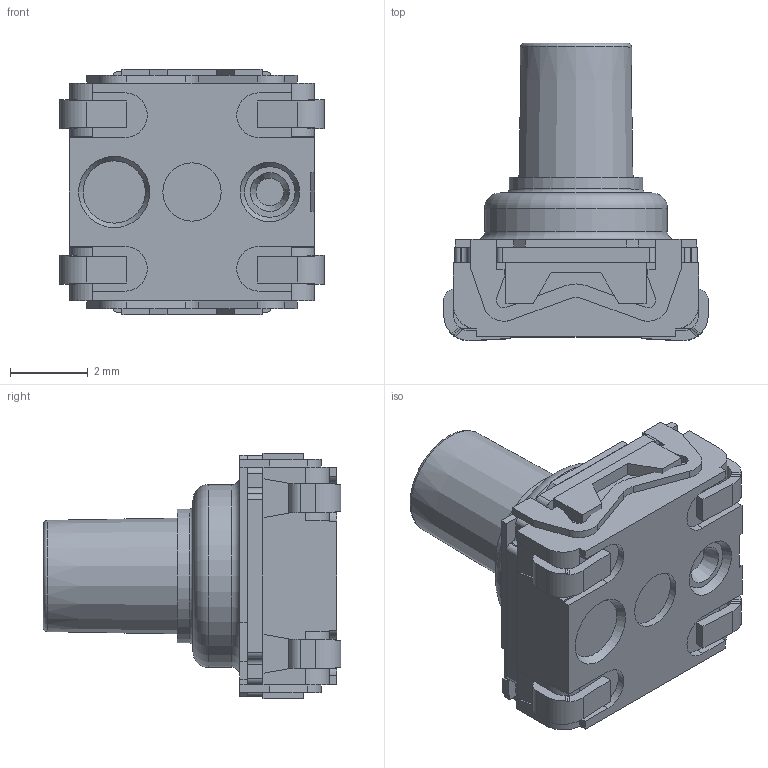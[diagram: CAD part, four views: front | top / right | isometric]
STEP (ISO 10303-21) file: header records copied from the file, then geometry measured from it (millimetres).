
FILE_DESCRIPTION(/* description */ ('STEP AP214'),/* implementation_level */ '2;1');
FILE_NAME(/* name */ 'KSC641JLFS',/* time_stamp */ '2024-08-25T23:17:11+02:00',/* author */ ('License CC BY-ND 4.0'),/* organization */ ('CADENAS'),/* preprocessor_version */ 'ST-DEVELOPER v19.3',/* originating_system */ 'PARTsolutions',/* authorisation */ ' ');
FILE_SCHEMA (('AUTOMOTIVE_DESIGN {1 0 10303 214 3 1 1}'));
Length unit declared in the file: millimetre
Products named in the file (5): KSC641JLFS; KSC6 - body; KSC6  - button; KSC6 - cover; KSC61J_pin
Assembly tree (7 placements, depth 2):
  KSC641JLFS
    KSC6 - body
    KSC6  - button
    KSC6 - cover
    KSC61J_pin  x4
Bounding box: 6.8 x 7.65 x 6.3 mm (x, y, z)
Volume: 136.8 mm3; surface area: 396.8 mm2
Topology: 7 solids, 7 shells, 286 faces, 788 edges, 520 vertices
Faces by surface type: plane 209, cylinder 68, torus 5, cone 4
Full cylindrical faces by diameter (mm): 1.5 x1, 3.05 x1, 3.44 x1, 4.7 x1
Entity records: 8047 total; most frequent: CARTESIAN_POINT 1319, ORIENTED_EDGE 1262, DIRECTION 1207, EDGE_CURVE 631, LINE 519, VECTOR 519, VERTEX_POINT 424, AXIS2_PLACEMENT_3D 344
